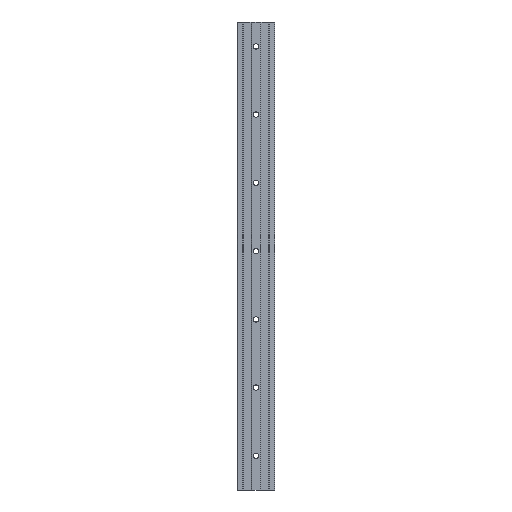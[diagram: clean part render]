
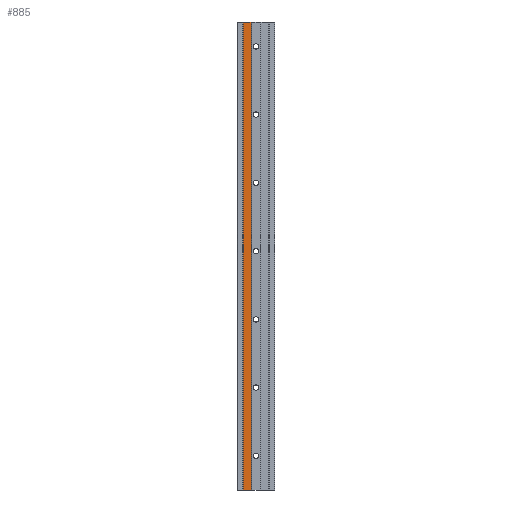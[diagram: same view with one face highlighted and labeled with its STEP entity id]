
A CAD part, left-side view. The second image highlights one B-rep face of the part: STEP entity #885.
In plain terms, the highlighted planar face has unit normal (-1, 0, 0).
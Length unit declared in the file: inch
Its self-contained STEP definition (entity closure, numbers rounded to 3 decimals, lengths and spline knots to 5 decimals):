
#68 = LINE ( 'NONE', #1665, #3359 ) ;
#136 = CARTESIAN_POINT ( 'NONE',  ( 0.03, 0.6434, -24. ) ) ;
#429 = ORIENTED_EDGE ( 'NONE', *, *, #720, .T. ) ;
#486 = FACE_OUTER_BOUND ( 'NONE', #4135, .T. ) ;
#715 = ORIENTED_EDGE ( 'NONE', *, *, #2297, .F. ) ;
#720 = EDGE_CURVE ( 'NONE', #4841, #1459, #3373, .T. ) ;
#881 = DIRECTION ( 'NONE',  ( 0., 0., 1. ) ) ;
#885 = ADVANCED_FACE ( 'NONE', ( #486 ), #2432, .T. ) ;
#1205 = CARTESIAN_POINT ( 'NONE',  ( 0.03, 0., -24. ) ) ;
#1227 = DIRECTION ( 'NONE',  ( 0., -1., 0. ) ) ;
#1285 = DIRECTION ( 'NONE',  ( 0., -1., 0. ) ) ;
#1459 = VERTEX_POINT ( 'NONE', #4006 ) ;
#1604 = ORIENTED_EDGE ( 'NONE', *, *, #4882, .T. ) ;
#1665 = CARTESIAN_POINT ( 'NONE',  ( 0.03, 0., 0. ) ) ;
#1682 = ORIENTED_EDGE ( 'NONE', *, *, #2008, .F. ) ;
#1863 = CARTESIAN_POINT ( 'NONE',  ( 0.03, 0.2526, -24. ) ) ;
#2008 = EDGE_CURVE ( 'NONE', #2531, #3310, #2868, .T. ) ;
#2070 = VECTOR ( 'NONE', #2400, 39.37008 ) ;
#2132 = AXIS2_PLACEMENT_3D ( 'NONE', #3910, #2387, #881 ) ;
#2297 = EDGE_CURVE ( 'NONE', #3310, #1459, #68, .T. ) ;
#2387 = DIRECTION ( 'NONE',  ( -1., 0., 0. ) ) ;
#2400 = DIRECTION ( 'NONE',  ( 0., 0., 1. ) ) ;
#2432 = PLANE ( 'NONE',  #2132 ) ;
#2531 = VERTEX_POINT ( 'NONE', #136 ) ;
#2653 = DIRECTION ( 'NONE',  ( 0., 0., 1. ) ) ;
#2818 = CARTESIAN_POINT ( 'NONE',  ( 0.03, 0.6434, -24. ) ) ;
#2868 = LINE ( 'NONE', #2818, #2070 ) ;
#3310 = VERTEX_POINT ( 'NONE', #3679 ) ;
#3359 = VECTOR ( 'NONE', #1285, 39.37008 ) ;
#3373 = LINE ( 'NONE', #4467, #4406 ) ;
#3679 = CARTESIAN_POINT ( 'NONE',  ( 0.03, 0.6434, 0. ) ) ;
#3892 = LINE ( 'NONE', #1205, #4329 ) ;
#3910 = CARTESIAN_POINT ( 'NONE',  ( 0.03, 0., -24. ) ) ;
#4006 = CARTESIAN_POINT ( 'NONE',  ( 0.03, 0.2526, 0. ) ) ;
#4135 = EDGE_LOOP ( 'NONE', ( #715, #1682, #1604, #429 ) ) ;
#4329 = VECTOR ( 'NONE', #1227, 39.37008 ) ;
#4406 = VECTOR ( 'NONE', #2653, 39.37008 ) ;
#4467 = CARTESIAN_POINT ( 'NONE',  ( 0.03, 0.2526, -24. ) ) ;
#4841 = VERTEX_POINT ( 'NONE', #1863 ) ;
#4882 = EDGE_CURVE ( 'NONE', #2531, #4841, #3892, .T. ) ;
